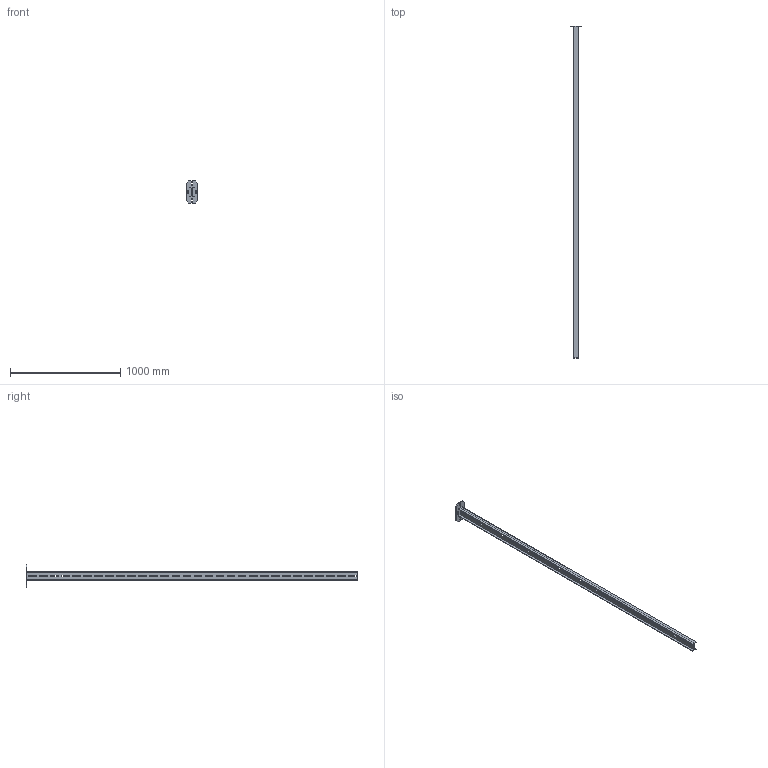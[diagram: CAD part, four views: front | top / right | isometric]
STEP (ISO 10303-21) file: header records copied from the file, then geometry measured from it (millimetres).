
FILE_DESCRIPTION((''),'2;1');
FILE_NAME('721613_ASM','2019-03-26T10:58:59',('tomasz.grudniewski'),(''),'CREO PARAMETRIC BY PTC INC, 2018400','CREO PARAMETRIC BY PTC INC, 2018400','');
FILE_SCHEMA(('CONFIG_CONTROL_DESIGN'));
Length unit declared in the file: millimetre
Products named in the file (3): PODSTAWA_WPDH_PRT; 700213_PRT; 721613_ASM
Assembly tree (2 placements, depth 2):
  721613_ASM
    PODSTAWA_WPDH_PRT
    700213_PRT
Bounding box: 100 x 3008 x 200 mm (x, y, z)
Volume: 2131304.3 mm3; surface area: 942917.5 mm2
Topology: 2 solids, 2 shells, 284 faces, 840 edges, 560 vertices
Faces by surface type: plane 156, cylinder 128
Entity records: 9764 total; most frequent: CARTESIAN_POINT 1689, ORIENTED_EDGE 1680, DIRECTION 1674, EDGE_CURVE 840, VECTOR 584, LINE 584, VERTEX_POINT 560, AXIS2_PLACEMENT_3D 545
